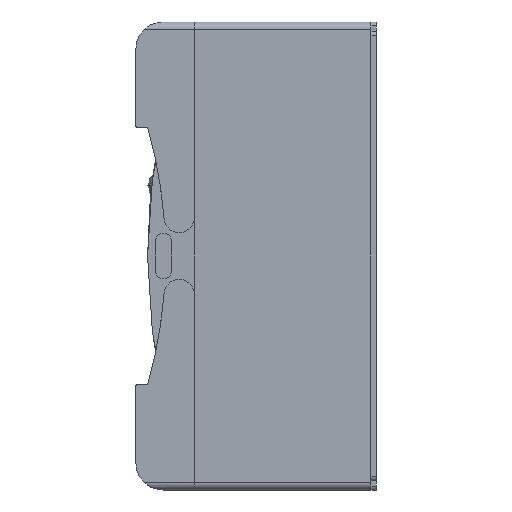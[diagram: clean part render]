
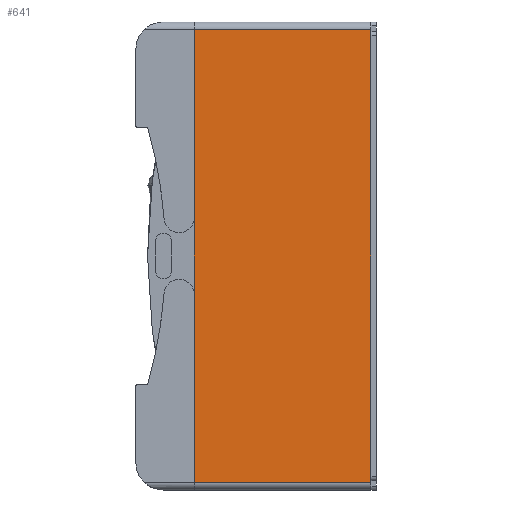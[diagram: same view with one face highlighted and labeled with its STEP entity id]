
A CAD part, left-side view. The second image highlights one B-rep face of the part: STEP entity #641.
In plain terms, the highlighted planar face has unit normal (-1, 0, 0).
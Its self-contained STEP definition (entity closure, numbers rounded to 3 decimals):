
#641 = ADVANCED_FACE ( 'NONE', ( #15784 ), #26361, .T. ) ;
#1360 = EDGE_CURVE ( 'NONE', #46593, #49837, #39102, .T. ) ;
#4666 = DIRECTION ( 'NONE',  ( 0., 0., -1. ) ) ;
#9097 = CARTESIAN_POINT ( 'NONE',  ( -22.6, -0.6, 29. ) ) ;
#10094 = DIRECTION ( 'NONE',  ( 0., -1., 0. ) ) ;
#10945 = VECTOR ( 'NONE', #13085, 1000. ) ;
#11111 = CARTESIAN_POINT ( 'NONE',  ( -22.6, 77.01, -29. ) ) ;
#11440 = AXIS2_PLACEMENT_3D ( 'NONE', #25631, #25625, #25567 ) ;
#13085 = DIRECTION ( 'NONE',  ( 0., 1., 0. ) ) ;
#14906 = LINE ( 'NONE', #49500, #34650 ) ;
#15181 = EDGE_CURVE ( 'NONE', #25029, #49837, #14906, .T. ) ;
#15784 = FACE_OUTER_BOUND ( 'NONE', #35289, .T. ) ;
#15923 = EDGE_CURVE ( 'NONE', #35432, #46593, #24682, .T. ) ;
#16554 = CARTESIAN_POINT ( 'NONE',  ( -22.6, 22., -29. ) ) ;
#17706 = LINE ( 'NONE', #36699, #10945 ) ;
#20970 = EDGE_CURVE ( 'NONE', #25029, #35432, #17706, .T. ) ;
#24682 = LINE ( 'NONE', #16554, #43103 ) ;
#25029 = VERTEX_POINT ( 'NONE', #9097 ) ;
#25073 = ORIENTED_EDGE ( 'NONE', *, *, #20970, .T. ) ;
#25567 = DIRECTION ( 'NONE',  ( 0., 0., 1. ) ) ;
#25625 = DIRECTION ( 'NONE',  ( -1., 0., 0. ) ) ;
#25631 = CARTESIAN_POINT ( 'NONE',  ( -22.6, 77.01, 30. ) ) ;
#25991 = DIRECTION ( 'NONE',  ( 0., 0., -1. ) ) ;
#26361 = PLANE ( 'NONE',  #11440 ) ;
#28661 = VECTOR ( 'NONE', #10094, 1000. ) ;
#34616 = ORIENTED_EDGE ( 'NONE', *, *, #15181, .F. ) ;
#34650 = VECTOR ( 'NONE', #25991, 1000. ) ;
#35289 = EDGE_LOOP ( 'NONE', ( #25073, #43715, #37363, #34616 ) ) ;
#35432 = VERTEX_POINT ( 'NONE', #47545 ) ;
#36699 = CARTESIAN_POINT ( 'NONE',  ( -22.6, 77.01, 29. ) ) ;
#36706 = CARTESIAN_POINT ( 'NONE',  ( -22.6, -0.6, -29. ) ) ;
#36912 = CARTESIAN_POINT ( 'NONE',  ( -22.6, 22., -29. ) ) ;
#37363 = ORIENTED_EDGE ( 'NONE', *, *, #1360, .T. ) ;
#39102 = LINE ( 'NONE', #11111, #28661 ) ;
#43103 = VECTOR ( 'NONE', #4666, 1000. ) ;
#43715 = ORIENTED_EDGE ( 'NONE', *, *, #15923, .T. ) ;
#46593 = VERTEX_POINT ( 'NONE', #36912 ) ;
#47545 = CARTESIAN_POINT ( 'NONE',  ( -22.6, 22., 29. ) ) ;
#49500 = CARTESIAN_POINT ( 'NONE',  ( -22.6, -0.6, -29. ) ) ;
#49837 = VERTEX_POINT ( 'NONE', #36706 ) ;
